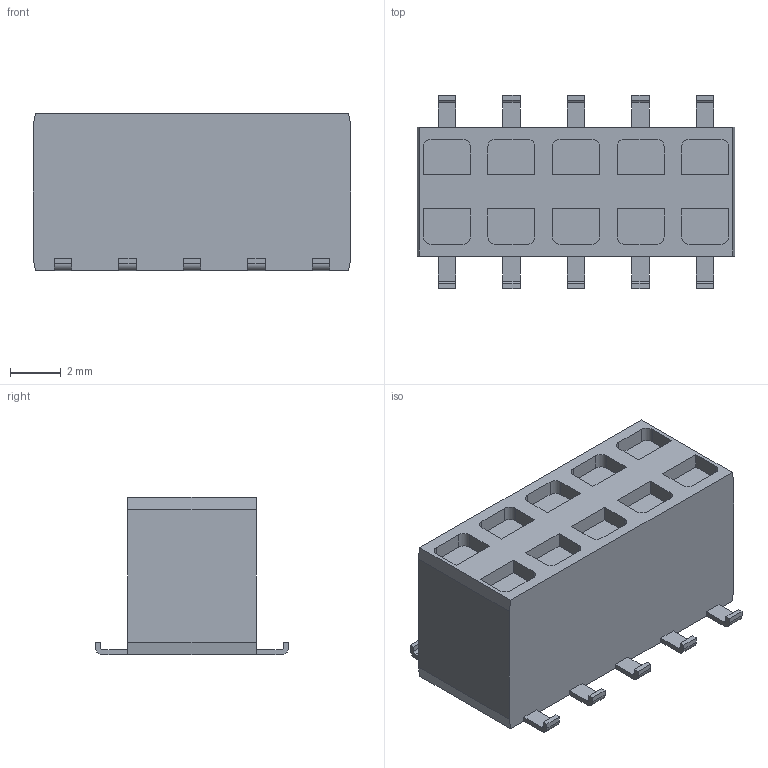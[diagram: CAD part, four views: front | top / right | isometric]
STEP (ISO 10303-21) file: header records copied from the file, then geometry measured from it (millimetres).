
FILE_DESCRIPTION((''),'2;1');
FILE_NAME('TYCO_969973-5.stp','2010-08-31T13:43:18',(''),(''),'Mechanical Desktop 2010','Mechanical Desktop 2010',', , ');
FILE_SCHEMA(('AUTOMOTIVE_DESIGN { 1 2 10303 214 1 1 1 1 }'));
Length unit declared in the file: millimetre
Products named in the file (1): Product
Bounding box: 12.5 x 7.62 x 6.2 mm (x, y, z)
Volume: 378.5 mm3; surface area: 409.5 mm2
Topology: 11 solids, 11 shells, 180 faces, 444 edges, 296 vertices
Faces by surface type: plane 100, bspline 50, cylinder 30
Entity records: 5460 total; most frequent: CARTESIAN_POINT 1211, ORIENTED_EDGE 888, DIRECTION 786, EDGE_CURVE 444, VECTOR 364, LINE 364, VERTEX_POINT 296, AXIS2_PLACEMENT_3D 211
